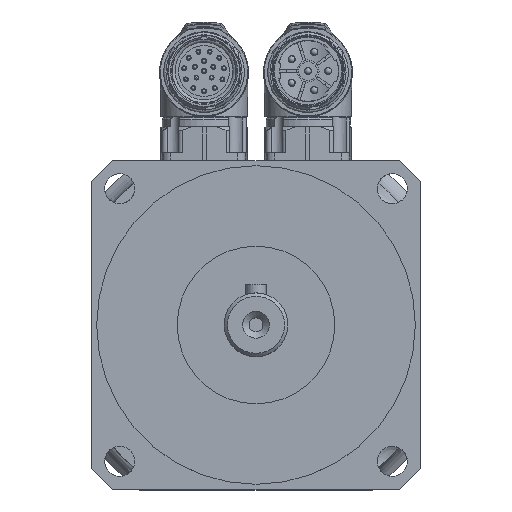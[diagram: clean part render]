
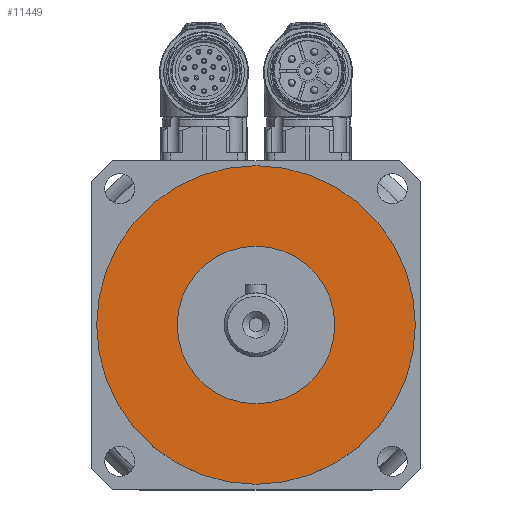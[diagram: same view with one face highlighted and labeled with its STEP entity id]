
A CAD part, top view. The second image highlights one B-rep face of the part: STEP entity #11449.
In plain terms, the highlighted planar face has unit normal (0, 0, 1).
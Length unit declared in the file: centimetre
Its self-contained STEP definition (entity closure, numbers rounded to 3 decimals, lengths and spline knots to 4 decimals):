
#432=PLANE('',#12218);
#696=CIRCLE('',#12213,4.75);
#698=CIRCLE('',#12216,2.35);
#2728=VERTEX_POINT('',#17427);
#2730=VERTEX_POINT('',#17432);
#4344=EDGE_CURVE('',#2728,#2728,#696,.T.);
#4346=EDGE_CURVE('',#2730,#2730,#698,.T.);
#6196=ORIENTED_EDGE('',*,*,#4346,.F.);
#6197=ORIENTED_EDGE('',*,*,#4344,.F.);
#9591=EDGE_LOOP('',(#6196));
#9592=EDGE_LOOP('',(#6197));
#10528=FACE_BOUND('',#9591,.T.);
#10529=FACE_BOUND('',#9592,.T.);
#11449=ADVANCED_FACE('',(#10528,#10529),#432,.T.);
#12213=AXIS2_PLACEMENT_3D('',#17426,#13668,#13669);
#12216=AXIS2_PLACEMENT_3D('',#17431,#13674,#13675);
#12218=AXIS2_PLACEMENT_3D('',#17435,#13678,$);
#13668=DIRECTION('',(0.,0.,-1.));
#13669=DIRECTION('',(4.75,0.,0.));
#13674=DIRECTION('',(0.,0.,1.));
#13675=DIRECTION('',(2.35,0.,0.));
#13678=DIRECTION('',(0.,0.,1.));
#17426=CARTESIAN_POINT('',(0.,0.,
1.6));
#17427=CARTESIAN_POINT('',(4.75,0.,1.6));
#17431=CARTESIAN_POINT('',(0.,0.,
1.6));
#17432=CARTESIAN_POINT('',(2.35,0.,1.6));
#17435=CARTESIAN_POINT('',(0.,0.,
1.6));
